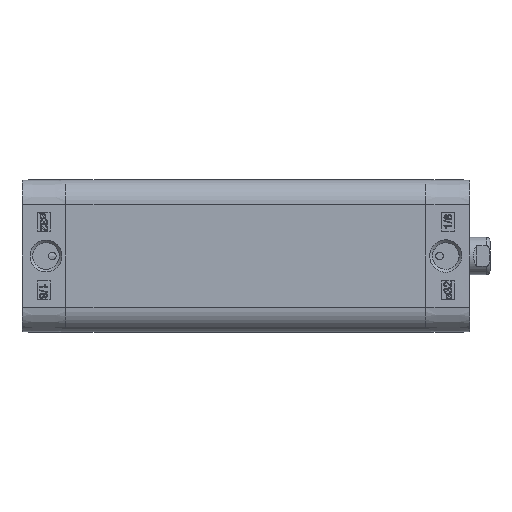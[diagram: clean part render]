
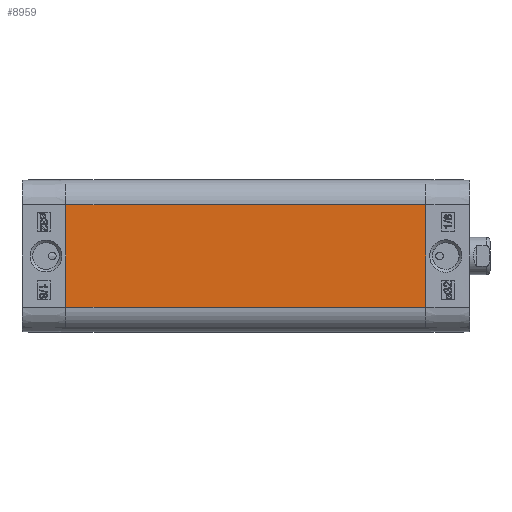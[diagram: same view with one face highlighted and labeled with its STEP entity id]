
A CAD part, left-side view. The second image highlights one B-rep face of the part: STEP entity #8959.
In plain terms, the highlighted planar face has unit normal (-1, 0, 0).
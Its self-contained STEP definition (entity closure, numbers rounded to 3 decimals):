
#5939=CARTESIAN_POINT('',(-24.5,-115.5,16.5));
#5940=VERTEX_POINT('',#5939);
#5947=CARTESIAN_POINT('',(-24.5,-115.5,-16.5));
#5948=VERTEX_POINT('',#5947);
#5949=CARTESIAN_POINT('',(-24.5,-115.5,-16.5));
#5950=DIRECTION('',(0.0,0.0,1.0));
#5951=VECTOR('',#5950,33.0);
#5952=LINE('',#5949,#5951);
#5953=EDGE_CURVE('',#5948,#5940,#5952,.T.);
#8917=CARTESIAN_POINT('',(-24.5,0.0,-16.5));
#8918=VERTEX_POINT('',#8917);
#8919=CARTESIAN_POINT('',(-24.5,0.0,-16.5));
#8920=DIRECTION('',(0.0,-1.0,0.0));
#8921=VECTOR('',#8920,115.5);
#8922=LINE('',#8919,#8921);
#8923=EDGE_CURVE('',#8918,#5948,#8922,.T.);
#8936=CARTESIAN_POINT('',(-24.5,0.0,-16.5));
#8937=DIRECTION('',(-1.0,0.0,0.0));
#8938=DIRECTION('',(0.0,0.0,1.0));
#8939=AXIS2_PLACEMENT_3D('',#8936,#8937,#8938);
#8940=PLANE('',#8939);
#8941=ORIENTED_EDGE('',*,*,#5953,.T.);
#8942=CARTESIAN_POINT('',(-24.5,0.0,16.5));
#8943=VERTEX_POINT('',#8942);
#8944=CARTESIAN_POINT('',(-24.5,0.0,16.5));
#8945=DIRECTION('',(0.0,-1.0,0.0));
#8946=VECTOR('',#8945,115.5);
#8947=LINE('',#8944,#8946);
#8948=EDGE_CURVE('',#8943,#5940,#8947,.T.);
#8949=ORIENTED_EDGE('',*,*,#8948,.F.);
#8950=CARTESIAN_POINT('',(-24.5,0.0,-16.5));
#8951=DIRECTION('',(0.0,0.0,1.0));
#8952=VECTOR('',#8951,33.0);
#8953=LINE('',#8950,#8952);
#8954=EDGE_CURVE('',#8918,#8943,#8953,.T.);
#8955=ORIENTED_EDGE('',*,*,#8954,.F.);
#8956=ORIENTED_EDGE('',*,*,#8923,.T.);
#8957=EDGE_LOOP('',(#8941,#8949,#8955,#8956));
#8958=FACE_OUTER_BOUND('',#8957,.T.);
#8959=ADVANCED_FACE('',(#8958),#8940,.T.);
